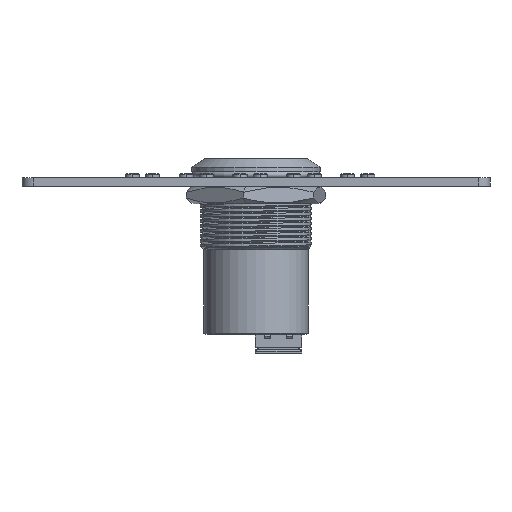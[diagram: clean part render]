
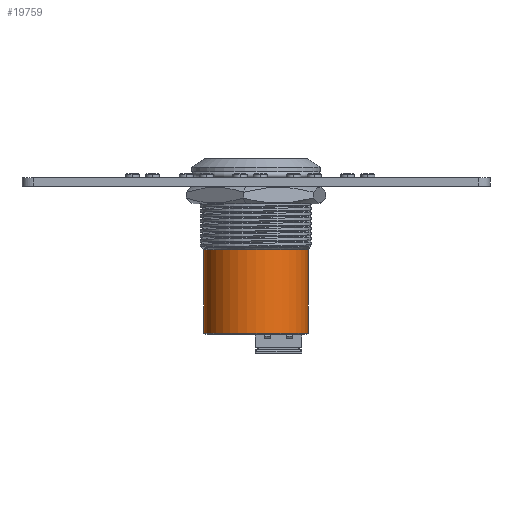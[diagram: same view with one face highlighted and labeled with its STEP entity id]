
A CAD part, front view. The second image highlights one B-rep face of the part: STEP entity #19759.
In plain terms, the highlighted cylindrical face has radius 8.9 mm (diameter 17.8 mm), a partial arc.
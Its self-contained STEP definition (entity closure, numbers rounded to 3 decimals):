
#211 = DIRECTION ( 'NONE',  ( 0., 0., 1. ) ) ;
#220 = CARTESIAN_POINT ( 'NONE',  ( 8.9, 0., -29.8 ) ) ;
#695 = CARTESIAN_POINT ( 'NONE',  ( 0., 0., -15.5 ) ) ;
#1794 = VECTOR ( 'NONE', #2442, 1000. ) ;
#2442 = DIRECTION ( 'NONE',  ( 0., 0., 1. ) ) ;
#3095 = CARTESIAN_POINT ( 'NONE',  ( -8.9, 0., -29.8 ) ) ;
#3196 = LINE ( 'NONE', #15349, #33188 ) ;
#3779 = CIRCLE ( 'NONE', #6941, 8.9 ) ;
#4045 = DIRECTION ( 'NONE',  ( 0., 0., 1. ) ) ;
#4881 = FACE_OUTER_BOUND ( 'NONE', #15588, .T. ) ;
#5519 = EDGE_CURVE ( 'NONE', #14977, #33137, #3779, .T. ) ;
#6941 = AXIS2_PLACEMENT_3D ( 'NONE', #30895, #4045, #37251 ) ;
#9717 = CARTESIAN_POINT ( 'NONE',  ( -8.9, 0., -15.5 ) ) ;
#13126 = ORIENTED_EDGE ( 'NONE', *, *, #28994, .F. ) ;
#14977 = VERTEX_POINT ( 'NONE', #3095 ) ;
#15144 = ORIENTED_EDGE ( 'NONE', *, *, #27530, .F. ) ;
#15339 = AXIS2_PLACEMENT_3D ( 'NONE', #695, #24973, #21238 ) ;
#15349 = CARTESIAN_POINT ( 'NONE',  ( -8.9, 0., 9.915 ) ) ;
#15588 = EDGE_LOOP ( 'NONE', ( #13126, #28386, #29573, #15144 ) ) ;
#17540 = VERTEX_POINT ( 'NONE', #18897 ) ;
#18897 = CARTESIAN_POINT ( 'NONE',  ( 8.9, 0., -15.5 ) ) ;
#19759 = ADVANCED_FACE ( 'NONE', ( #4881 ), #38301, .T. ) ;
#21238 = DIRECTION ( 'NONE',  ( 1., 0., 0. ) ) ;
#21967 = VERTEX_POINT ( 'NONE', #9717 ) ;
#23846 = EDGE_CURVE ( 'NONE', #33137, #17540, #25554, .T. ) ;
#24973 = DIRECTION ( 'NONE',  ( 0., 0., 1. ) ) ;
#25554 = LINE ( 'NONE', #37671, #1794 ) ;
#27165 = DIRECTION ( 'NONE',  ( 1., 0., 0. ) ) ;
#27530 = EDGE_CURVE ( 'NONE', #21967, #17540, #29330, .T. ) ;
#28386 = ORIENTED_EDGE ( 'NONE', *, *, #5519, .T. ) ;
#28994 = EDGE_CURVE ( 'NONE', #14977, #21967, #3196, .T. ) ;
#29330 = CIRCLE ( 'NONE', #15339, 8.9 ) ;
#29390 = CARTESIAN_POINT ( 'NONE',  ( 0., 0., 9.915 ) ) ;
#29573 = ORIENTED_EDGE ( 'NONE', *, *, #23846, .T. ) ;
#30895 = CARTESIAN_POINT ( 'NONE',  ( 0., 0., -29.8 ) ) ;
#33137 = VERTEX_POINT ( 'NONE', #220 ) ;
#33188 = VECTOR ( 'NONE', #211, 1000. ) ;
#35165 = AXIS2_PLACEMENT_3D ( 'NONE', #29390, #39263, #27165 ) ;
#37251 = DIRECTION ( 'NONE',  ( 1., 0., 0. ) ) ;
#37671 = CARTESIAN_POINT ( 'NONE',  ( 8.9, 0., 9.915 ) ) ;
#38301 = CYLINDRICAL_SURFACE ( 'NONE', #35165, 8.9 ) ;
#39263 = DIRECTION ( 'NONE',  ( 0., 0., 1. ) ) ;
